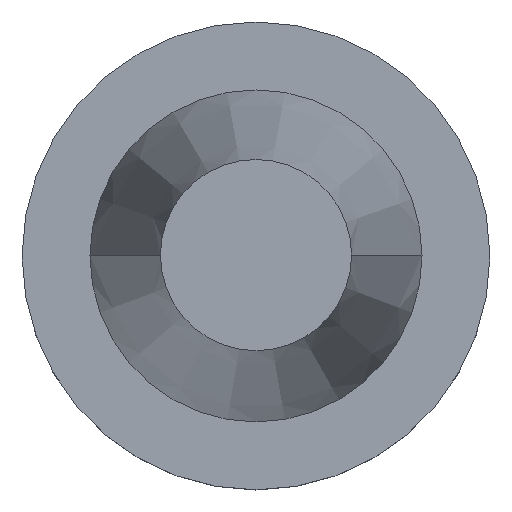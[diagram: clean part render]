
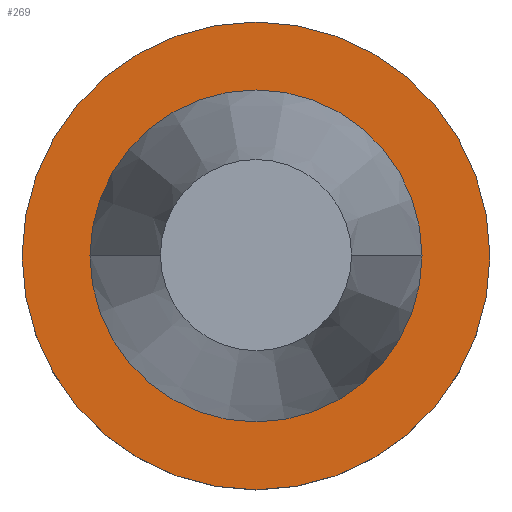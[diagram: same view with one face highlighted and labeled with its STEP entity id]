
A CAD part, top view. The second image highlights one B-rep face of the part: STEP entity #269.
In plain terms, the highlighted planar face has unit normal (0, 0, 1).
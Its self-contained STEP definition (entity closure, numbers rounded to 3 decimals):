
#57 = DIRECTION ( 'NONE',  ( 0., 0., 1. ) ) ;
#61 = AXIS2_PLACEMENT_3D ( 'NONE', #398, #646, #527 ) ;
#76 = CARTESIAN_POINT ( 'NONE',  ( 0., 0., -1.5 ) ) ;
#103 = CIRCLE ( 'NONE', #210, 49.215 ) ;
#149 = CARTESIAN_POINT ( 'NONE',  ( 34.925, 0., -1.5 ) ) ;
#208 = EDGE_CURVE ( 'NONE', #605, #523, #616, .T. ) ;
#210 = AXIS2_PLACEMENT_3D ( 'NONE', #628, #215, #698 ) ;
#211 = FACE_BOUND ( 'NONE', #415, .T. ) ;
#215 = DIRECTION ( 'NONE',  ( 0., 0., 1. ) ) ;
#269 = ADVANCED_FACE ( 'NONE', ( #211, #699 ), #755, .F. ) ;
#286 = ORIENTED_EDGE ( 'NONE', *, *, #713, .T. ) ;
#305 = DIRECTION ( 'NONE',  ( 1., 0., 0. ) ) ;
#309 = ORIENTED_EDGE ( 'NONE', *, *, #478, .F. ) ;
#391 = AXIS2_PLACEMENT_3D ( 'NONE', #529, #702, #462 ) ;
#398 = CARTESIAN_POINT ( 'NONE',  ( 0., 0., -1.5 ) ) ;
#415 = EDGE_LOOP ( 'NONE', ( #552, #309 ) ) ;
#444 = CARTESIAN_POINT ( 'NONE',  ( 0., 0., -1.5 ) ) ;
#446 = CIRCLE ( 'NONE', #545, 34.925 ) ;
#460 = CIRCLE ( 'NONE', #500, 49.215 ) ;
#462 = DIRECTION ( 'NONE',  ( -1., 0., 0. ) ) ;
#478 = EDGE_CURVE ( 'NONE', #523, #605, #446, .T. ) ;
#493 = CARTESIAN_POINT ( 'NONE',  ( -34.925, 0., -1.5 ) ) ;
#500 = AXIS2_PLACEMENT_3D ( 'NONE', #76, #751, #747 ) ;
#523 = VERTEX_POINT ( 'NONE', #493 ) ;
#527 = DIRECTION ( 'NONE',  ( 1., 0., 0. ) ) ;
#528 = CARTESIAN_POINT ( 'NONE',  ( -49.215, 0., -1.5 ) ) ;
#529 = CARTESIAN_POINT ( 'NONE',  ( 0., 49.215, -1.5 ) ) ;
#545 = AXIS2_PLACEMENT_3D ( 'NONE', #444, #57, #305 ) ;
#552 = ORIENTED_EDGE ( 'NONE', *, *, #208, .F. ) ;
#605 = VERTEX_POINT ( 'NONE', #149 ) ;
#613 = ORIENTED_EDGE ( 'NONE', *, *, #686, .T. ) ;
#616 = CIRCLE ( 'NONE', #61, 34.925 ) ;
#628 = CARTESIAN_POINT ( 'NONE',  ( 0., 0., -1.5 ) ) ;
#646 = DIRECTION ( 'NONE',  ( 0., 0., 1. ) ) ;
#661 = VERTEX_POINT ( 'NONE', #749 ) ;
#663 = VERTEX_POINT ( 'NONE', #528 ) ;
#686 = EDGE_CURVE ( 'NONE', #661, #663, #460, .T. ) ;
#698 = DIRECTION ( 'NONE',  ( 1., 0., 0. ) ) ;
#699 = FACE_OUTER_BOUND ( 'NONE', #719, .T. ) ;
#702 = DIRECTION ( 'NONE',  ( 0., 0., -1. ) ) ;
#713 = EDGE_CURVE ( 'NONE', #663, #661, #103, .T. ) ;
#719 = EDGE_LOOP ( 'NONE', ( #613, #286 ) ) ;
#747 = DIRECTION ( 'NONE',  ( 1., 0., 0. ) ) ;
#749 = CARTESIAN_POINT ( 'NONE',  ( 49.215, 0., -1.5 ) ) ;
#751 = DIRECTION ( 'NONE',  ( 0., 0., 1. ) ) ;
#755 = PLANE ( 'NONE',  #391 ) ;
